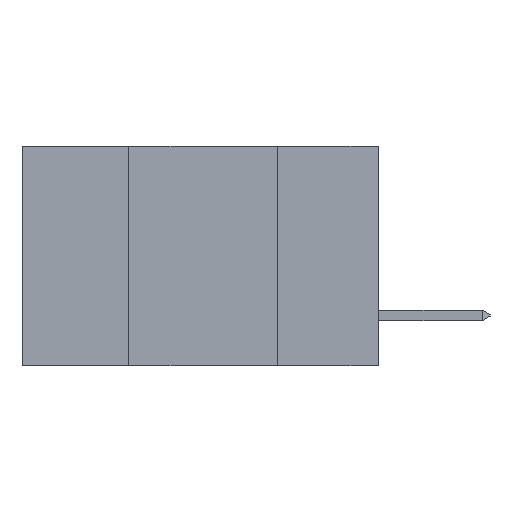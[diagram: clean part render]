
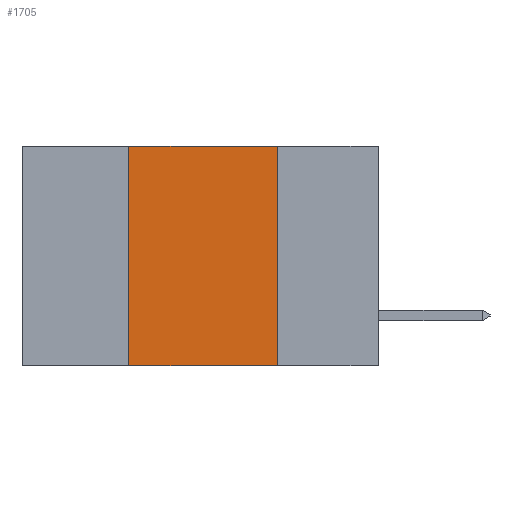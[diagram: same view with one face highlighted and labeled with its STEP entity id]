
A CAD part, left-side view. The second image highlights one B-rep face of the part: STEP entity #1705.
In plain terms, the highlighted planar face has unit normal (-1, 0, 0).
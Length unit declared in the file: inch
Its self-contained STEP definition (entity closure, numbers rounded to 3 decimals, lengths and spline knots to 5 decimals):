
#4 = VECTOR ( 'NONE', #8946, 39.37008 ) ;
#453 = DIRECTION ( 'NONE',  ( 0., 0., 1. ) ) ;
#612 = VERTEX_POINT ( 'NONE', #4677 ) ;
#846 = CARTESIAN_POINT ( 'NONE',  ( 0., 0.6, 0. ) ) ;
#1270 = DIRECTION ( 'NONE',  ( 0., 0., -1. ) ) ;
#1401 = CARTESIAN_POINT ( 'NONE',  ( 0., 0.17, 0. ) ) ;
#1705 = ADVANCED_FACE ( 'NONE', ( #9500 ), #8864, .F. ) ;
#2213 = VECTOR ( 'NONE', #7974, 39.37008 ) ;
#3114 = VERTEX_POINT ( 'NONE', #1401 ) ;
#3166 = ORIENTED_EDGE ( 'NONE', *, *, #8112, .F. ) ;
#3843 = CARTESIAN_POINT ( 'NONE',  ( 0., 0.17, 0. ) ) ;
#3902 = CARTESIAN_POINT ( 'NONE',  ( 0., 0.6, -0.37 ) ) ;
#4300 = EDGE_CURVE ( 'NONE', #612, #3114, #6503, .T. ) ;
#4352 = VECTOR ( 'NONE', #453, 39.37008 ) ;
#4579 = EDGE_LOOP ( 'NONE', ( #7617, #7159, #3166, #5668 ) ) ;
#4677 = CARTESIAN_POINT ( 'NONE',  ( 0., 0.42, 0. ) ) ;
#4941 = VERTEX_POINT ( 'NONE', #8835 ) ;
#5026 = EDGE_CURVE ( 'NONE', #4941, #8484, #8761, .T. ) ;
#5503 = VECTOR ( 'NONE', #1270, 39.37008 ) ;
#5541 = CARTESIAN_POINT ( 'NONE',  ( 0., 0.42, 0. ) ) ;
#5668 = ORIENTED_EDGE ( 'NONE', *, *, #5026, .T. ) ;
#5745 = DIRECTION ( 'NONE',  ( 0., 0., -1. ) ) ;
#5806 = DIRECTION ( 'NONE',  ( 1., 0., 0. ) ) ;
#6031 = LINE ( 'NONE', #3843, #5503 ) ;
#6503 = LINE ( 'NONE', #8403, #4 ) ;
#6522 = LINE ( 'NONE', #5541, #4352 ) ;
#7144 = AXIS2_PLACEMENT_3D ( 'NONE', #846, #5806, #5745 ) ;
#7159 = ORIENTED_EDGE ( 'NONE', *, *, #4300, .F. ) ;
#7253 = EDGE_CURVE ( 'NONE', #3114, #8484, #6031, .T. ) ;
#7537 = CARTESIAN_POINT ( 'NONE',  ( 0., 0.17, -0.37 ) ) ;
#7617 = ORIENTED_EDGE ( 'NONE', *, *, #7253, .F. ) ;
#7974 = DIRECTION ( 'NONE',  ( 0., -1., 0. ) ) ;
#8112 = EDGE_CURVE ( 'NONE', #4941, #612, #6522, .T. ) ;
#8403 = CARTESIAN_POINT ( 'NONE',  ( 0., 0.6, 0. ) ) ;
#8484 = VERTEX_POINT ( 'NONE', #7537 ) ;
#8761 = LINE ( 'NONE', #3902, #2213 ) ;
#8835 = CARTESIAN_POINT ( 'NONE',  ( 0., 0.42, -0.37 ) ) ;
#8864 = PLANE ( 'NONE',  #7144 ) ;
#8946 = DIRECTION ( 'NONE',  ( 0., -1., 0. ) ) ;
#9500 = FACE_OUTER_BOUND ( 'NONE', #4579, .T. ) ;
